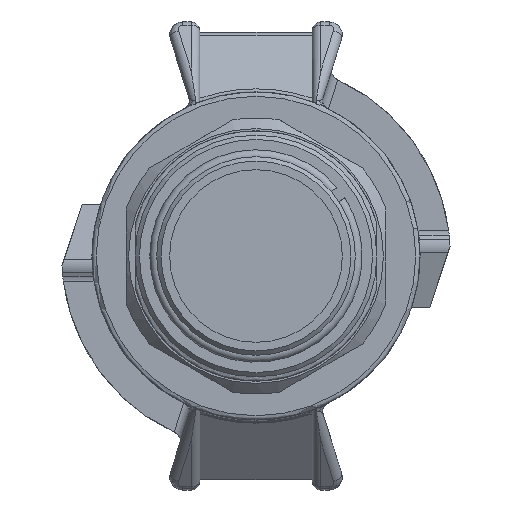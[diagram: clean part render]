
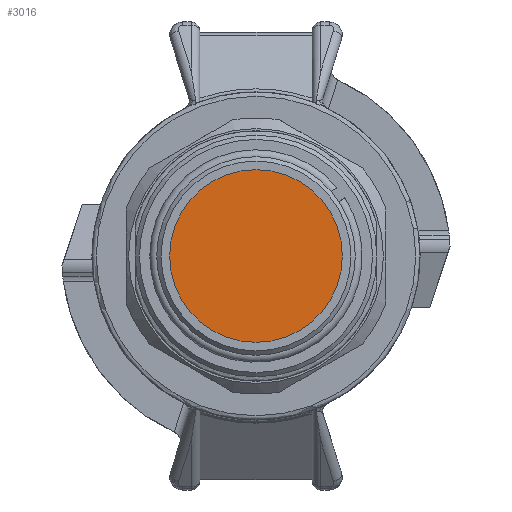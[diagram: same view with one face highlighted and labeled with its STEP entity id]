
A CAD part, left-side view. The second image highlights one B-rep face of the part: STEP entity #3016.
In plain terms, the highlighted planar face has unit normal (-1, 0, 0).
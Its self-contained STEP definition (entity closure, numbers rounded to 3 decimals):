
#194=PLANE('',#3222);
#253=FACE_OUTER_BOUND('',#439,.T.);
#439=EDGE_LOOP('',(#1866));
#1001=CIRCLE('',#3221,10.);
#1145=VERTEX_POINT('',#4463);
#1420=EDGE_CURVE('',#1145,#1145,#1001,.T.);
#1866=ORIENTED_EDGE('',*,*,#1420,.T.);
#3016=ADVANCED_FACE('',(#253),#194,.T.);
#3221=AXIS2_PLACEMENT_3D('',#4465,#3578,#3579);
#3222=AXIS2_PLACEMENT_3D('',#4466,#3580,#3581);
#3578=DIRECTION('center_axis',(-1.,0.,0.));
#3579=DIRECTION('ref_axis',(0.,0.,1.));
#3580=DIRECTION('center_axis',(-1.,0.,0.));
#3581=DIRECTION('ref_axis',(0.,0.,1.));
#4463=CARTESIAN_POINT('',(5.,0.,-10.));
#4465=CARTESIAN_POINT('Origin',(5.,0.,0.));
#4466=CARTESIAN_POINT('Origin',(5.,0.,0.));
